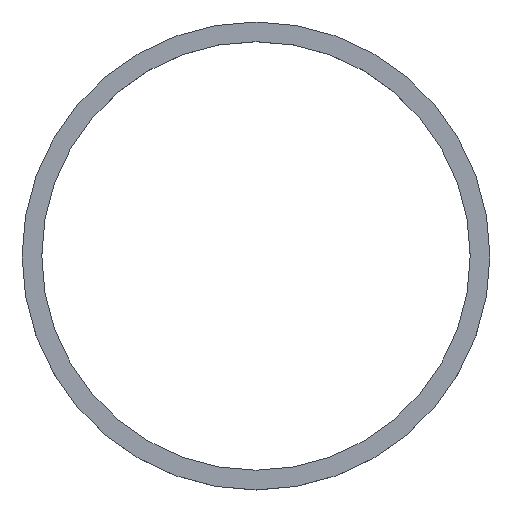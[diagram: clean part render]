
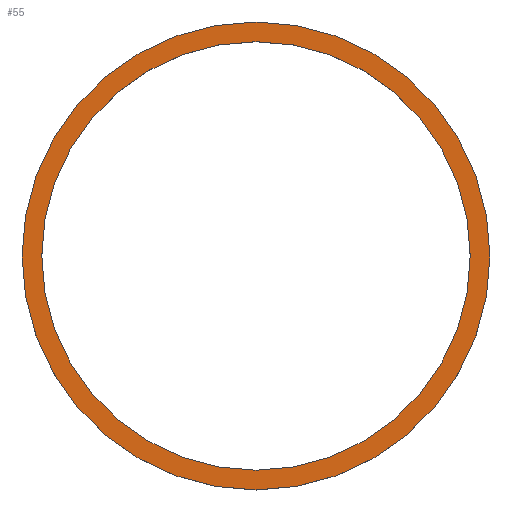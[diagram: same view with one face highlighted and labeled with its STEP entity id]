
A CAD part, top view. The second image highlights one B-rep face of the part: STEP entity #55.
In plain terms, the highlighted planar face has unit normal (0, 0, 1).
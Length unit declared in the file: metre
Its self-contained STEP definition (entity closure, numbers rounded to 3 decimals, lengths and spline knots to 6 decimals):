
#13=PLANE('',#76);
#20=ORIENTED_EDGE('',*,*,#25,.T.);
#21=ORIENTED_EDGE('',*,*,#22,.F.);
#22=EDGE_CURVE('',#26,#26,#30,.T.);
#25=EDGE_CURVE('',#29,#29,#33,.T.);
#26=VERTEX_POINT('',#98);
#29=VERTEX_POINT('',#106);
#30=CIRCLE('',#70,0.181637);
#33=CIRCLE('',#75,0.166323);
#40=EDGE_LOOP('',(#20));
#41=EDGE_LOOP('',(#21));
#48=FACE_BOUND('',#40,.T.);
#49=FACE_BOUND('',#41,.T.);
#55=ADVANCED_FACE('',(#48,#49),#13,.T.);
#70=AXIS2_PLACEMENT_3D('',#97,#81,#82);
#75=AXIS2_PLACEMENT_3D('',#105,#91,#92);
#76=AXIS2_PLACEMENT_3D('',#107,#93,#94);
#81=DIRECTION('',(0.,0.,-1.));
#82=DIRECTION('',(-1.,0.,0.));
#91=DIRECTION('',(0.,0.,-1.));
#92=DIRECTION('',(-1.,0.,0.));
#93=DIRECTION('',(0.,0.,1.));
#94=DIRECTION('',(1.,0.,0.));
#97=CARTESIAN_POINT('',(0.,0.,-0.412453));
#98=CARTESIAN_POINT('',(-0.181637,0.,-0.412453));
#105=CARTESIAN_POINT('',(0.,0.,-0.412453));
#106=CARTESIAN_POINT('',(-0.166323,0.,-0.412453));
#107=CARTESIAN_POINT('',(-0.17398,0.,-0.412453));
